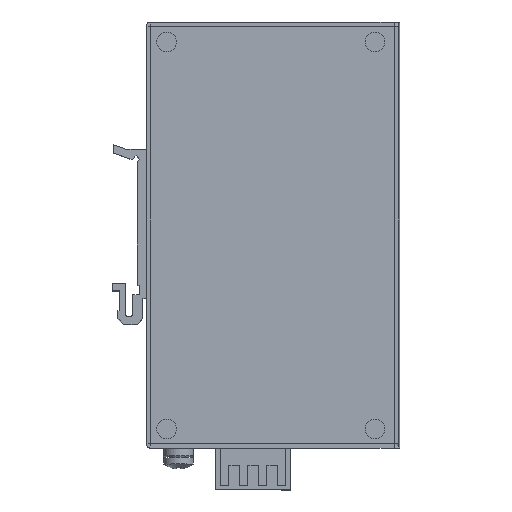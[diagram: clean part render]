
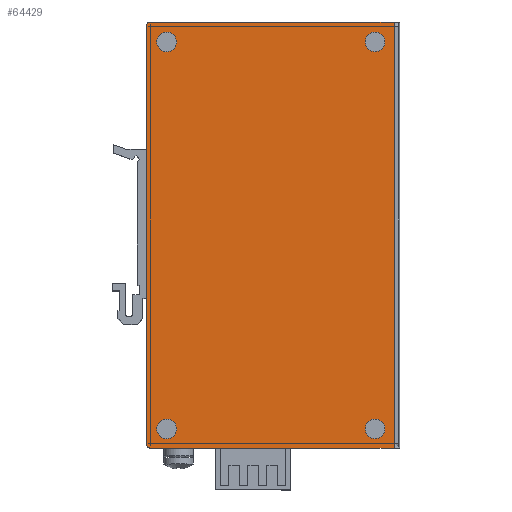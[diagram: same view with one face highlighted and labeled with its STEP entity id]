
A CAD part, top view. The second image highlights one B-rep face of the part: STEP entity #64429.
In plain terms, the highlighted planar face has unit normal (0, 0, 1).
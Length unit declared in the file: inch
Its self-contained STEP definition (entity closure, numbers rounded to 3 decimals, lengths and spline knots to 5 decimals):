
#1612 = DIRECTION ( 'NONE',  ( 0., 0., -1. ) ) ;
#4905 = EDGE_CURVE ( 'NONE', #15968, #9703, #24572, .T. ) ;
#5117 = ORIENTED_EDGE ( 'NONE', *, *, #4905, .F. ) ;
#6053 = EDGE_LOOP ( 'NONE', ( #59566 ) ) ;
#6647 = DIRECTION ( 'NONE',  ( 1., 0., 0. ) ) ;
#8133 = CIRCLE ( 'NONE', #46005, 0.10433 ) ;
#8406 = ORIENTED_EDGE ( 'NONE', *, *, #19419, .T. ) ;
#8515 = VECTOR ( 'NONE', #61843, 39.37008 ) ;
#9059 = VECTOR ( 'NONE', #31403, 39.37008 ) ;
#9306 = AXIS2_PLACEMENT_3D ( 'NONE', #12167, #22086, #37374 ) ;
#9703 = VERTEX_POINT ( 'NONE', #24778 ) ;
#11289 = CARTESIAN_POINT ( 'NONE',  ( -0.00984, 2.25394, -7.80005 ) ) ;
#11416 = LINE ( 'NONE', #47767, #47086 ) ;
#11599 = CARTESIAN_POINT ( 'NONE',  ( -1.27953, 2.21457, -7.80005 ) ) ;
#12167 = CARTESIAN_POINT ( 'NONE',  ( 1.35827, 2.25394, -7.80005 ) ) ;
#12400 = FACE_BOUND ( 'NONE', #27653, .T. ) ;
#12528 = CARTESIAN_POINT ( 'NONE',  ( -1.3189, 2.21457, -7.80005 ) ) ;
#13455 = CARTESIAN_POINT ( 'NONE',  ( -1.1063, 2.04331, -7.80005 ) ) ;
#15068 = AXIS2_PLACEMENT_3D ( 'NONE', #42749, #22552, #62617 ) ;
#15325 = VERTEX_POINT ( 'NONE', #16645 ) ;
#15968 = VERTEX_POINT ( 'NONE', #12528 ) ;
#16071 = ORIENTED_EDGE ( 'NONE', *, *, #52657, .F. ) ;
#16161 = CIRCLE ( 'NONE', #15068, 0.03937 ) ;
#16263 = CARTESIAN_POINT ( 'NONE',  ( -0.00984, -2.25394, -7.80005 ) ) ;
#16645 = CARTESIAN_POINT ( 'NONE',  ( 1.20276, 2.04331, -7.80005 ) ) ;
#16670 = DIRECTION ( 'NONE',  ( 0., 0., -1. ) ) ;
#17455 = EDGE_CURVE ( 'NONE', #41691, #36371, #63467, .T. ) ;
#18319 = DIRECTION ( 'NONE',  ( 1., 0., 0. ) ) ;
#19419 = EDGE_CURVE ( 'NONE', #49416, #49416, #8133, .T. ) ;
#21387 = VERTEX_POINT ( 'NONE', #30639 ) ;
#21811 = EDGE_CURVE ( 'NONE', #15325, #15325, #59983, .T. ) ;
#22086 = DIRECTION ( 'NONE',  ( 0., 0., 1. ) ) ;
#22248 = VECTOR ( 'NONE', #54092, 39.37008 ) ;
#22552 = DIRECTION ( 'NONE',  ( 0., 0., -1. ) ) ;
#23402 = ORIENTED_EDGE ( 'NONE', *, *, #17455, .T. ) ;
#24137 = EDGE_LOOP ( 'NONE', ( #8406 ) ) ;
#24572 = CIRCLE ( 'NONE', #39609, 0.03937 ) ;
#24778 = CARTESIAN_POINT ( 'NONE',  ( -1.27953, 2.25394, -7.80005 ) ) ;
#27408 = FACE_BOUND ( 'NONE', #6053, .T. ) ;
#27653 = EDGE_LOOP ( 'NONE', ( #31680 ) ) ;
#27694 = CARTESIAN_POINT ( 'NONE',  ( 1.20276, -2.05118, -7.80005 ) ) ;
#28468 = ORIENTED_EDGE ( 'NONE', *, *, #44852, .F. ) ;
#29856 = DIRECTION ( 'NONE',  ( 1., 0., 0. ) ) ;
#30361 = AXIS2_PLACEMENT_3D ( 'NONE', #42090, #31852, #37180 ) ;
#30639 = CARTESIAN_POINT ( 'NONE',  ( -1.3189, -2.21457, -7.80005 ) ) ;
#31251 = LINE ( 'NONE', #11289, #9059 ) ;
#31403 = DIRECTION ( 'NONE',  ( 1., 0., 0. ) ) ;
#31680 = ORIENTED_EDGE ( 'NONE', *, *, #21811, .T. ) ;
#31852 = DIRECTION ( 'NONE',  ( 0., 0., -1. ) ) ;
#31989 = CARTESIAN_POINT ( 'NONE',  ( -1.1063, -2.05118, -7.80005 ) ) ;
#33096 = AXIS2_PLACEMENT_3D ( 'NONE', #31989, #1612, #37089 ) ;
#33446 = CARTESIAN_POINT ( 'NONE',  ( -1.00197, -2.05118, -7.80005 ) ) ;
#34134 = EDGE_CURVE ( 'NONE', #39858, #39858, #42689, .T. ) ;
#35765 = EDGE_CURVE ( 'NONE', #41456, #41456, #48422, .T. ) ;
#36371 = VERTEX_POINT ( 'NONE', #56692 ) ;
#37089 = DIRECTION ( 'NONE',  ( 1., 0., 0. ) ) ;
#37180 = DIRECTION ( 'NONE',  ( 1., 0., 0. ) ) ;
#37374 = DIRECTION ( 'NONE',  ( 1., 0., 0. ) ) ;
#37868 = LINE ( 'NONE', #16263, #8515 ) ;
#39609 = AXIS2_PLACEMENT_3D ( 'NONE', #11599, #16670, #6647 ) ;
#39718 = CARTESIAN_POINT ( 'NONE',  ( 1.29921, 2.25394, -7.80005 ) ) ;
#39858 = VERTEX_POINT ( 'NONE', #27694 ) ;
#41456 = VERTEX_POINT ( 'NONE', #33446 ) ;
#41691 = VERTEX_POINT ( 'NONE', #46620 ) ;
#42090 = CARTESIAN_POINT ( 'NONE',  ( 1.09843, -2.05118, -7.80005 ) ) ;
#42689 = CIRCLE ( 'NONE', #30361, 0.10433 ) ;
#42749 = CARTESIAN_POINT ( 'NONE',  ( -1.27953, -2.21457, -7.80005 ) ) ;
#42801 = EDGE_CURVE ( 'NONE', #21387, #15968, #11416, .T. ) ;
#43058 = ORIENTED_EDGE ( 'NONE', *, *, #42801, .F. ) ;
#44107 = FACE_BOUND ( 'NONE', #55565, .T. ) ;
#44749 = EDGE_CURVE ( 'NONE', #9703, #36371, #31251, .T. ) ;
#44844 = AXIS2_PLACEMENT_3D ( 'NONE', #50270, #60412, #29856 ) ;
#44852 = EDGE_CURVE ( 'NONE', #45171, #21387, #16161, .T. ) ;
#45171 = VERTEX_POINT ( 'NONE', #60672 ) ;
#46005 = AXIS2_PLACEMENT_3D ( 'NONE', #13455, #64808, #18319 ) ;
#46620 = CARTESIAN_POINT ( 'NONE',  ( 1.29921, -2.25394, -7.80005 ) ) ;
#47086 = VECTOR ( 'NONE', #48433, 39.37008 ) ;
#47767 = CARTESIAN_POINT ( 'NONE',  ( -1.3189, 0., -7.80005 ) ) ;
#48422 = CIRCLE ( 'NONE', #33096, 0.10433 ) ;
#48433 = DIRECTION ( 'NONE',  ( 0., 1., 0. ) ) ;
#49416 = VERTEX_POINT ( 'NONE', #62020 ) ;
#50270 = CARTESIAN_POINT ( 'NONE',  ( 1.09843, 2.04331, -7.80005 ) ) ;
#51634 = ORIENTED_EDGE ( 'NONE', *, *, #35765, .T. ) ;
#52657 = EDGE_CURVE ( 'NONE', #41691, #45171, #37868, .T. ) ;
#53081 = PLANE ( 'NONE',  #9306 ) ;
#54092 = DIRECTION ( 'NONE',  ( 0., 1., 0. ) ) ;
#55565 = EDGE_LOOP ( 'NONE', ( #51634 ) ) ;
#55647 = ORIENTED_EDGE ( 'NONE', *, *, #44749, .F. ) ;
#56692 = CARTESIAN_POINT ( 'NONE',  ( 1.29921, 2.25394, -7.80005 ) ) ;
#58254 = EDGE_LOOP ( 'NONE', ( #43058, #28468, #16071, #23402, #55647, #5117 ) ) ;
#59566 = ORIENTED_EDGE ( 'NONE', *, *, #34134, .T. ) ;
#59983 = CIRCLE ( 'NONE', #44844, 0.10433 ) ;
#60412 = DIRECTION ( 'NONE',  ( 0., 0., -1. ) ) ;
#60672 = CARTESIAN_POINT ( 'NONE',  ( -1.27953, -2.25394, -7.80005 ) ) ;
#60687 = FACE_BOUND ( 'NONE', #24137, .T. ) ;
#61843 = DIRECTION ( 'NONE',  ( -1., 0., 0. ) ) ;
#62020 = CARTESIAN_POINT ( 'NONE',  ( -1.00197, 2.04331, -7.80005 ) ) ;
#62617 = DIRECTION ( 'NONE',  ( 1., 0., 0. ) ) ;
#63467 = LINE ( 'NONE', #39718, #22248 ) ;
#64429 = ADVANCED_FACE ( 'NONE', ( #12400, #27408, #60687, #44107, #64666 ), #53081, .T. ) ;
#64666 = FACE_OUTER_BOUND ( 'NONE', #58254, .T. ) ;
#64808 = DIRECTION ( 'NONE',  ( 0., 0., -1. ) ) ;
